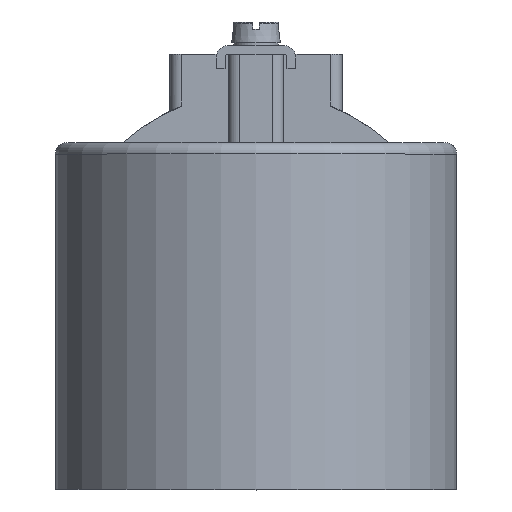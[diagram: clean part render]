
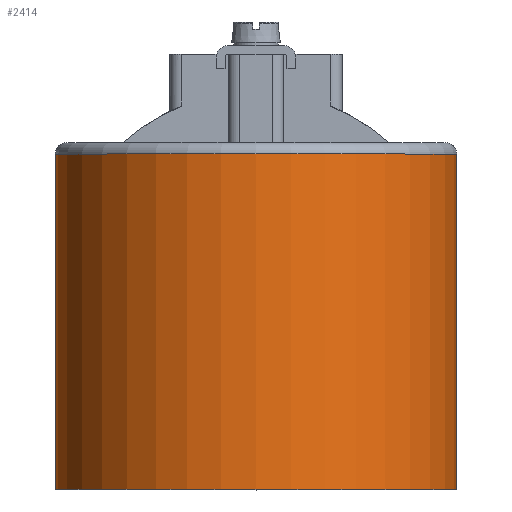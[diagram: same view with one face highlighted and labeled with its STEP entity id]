
A CAD part, top view. The second image highlights one B-rep face of the part: STEP entity #2414.
In plain terms, the highlighted cylindrical face has radius 35 mm (diameter 70 mm), a full revolution.
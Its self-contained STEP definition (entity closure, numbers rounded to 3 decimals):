
#38=B_SPLINE_CURVE_WITH_KNOTS('',3,(#3434,#3435,#3436,#3437,#3438,#3439,
#3440,#3441,#3442,#3443,#3444,#3445,#3446,#3447,#3448,#3449,#3450,#3451,
#3452,#3453,#3454,#3455),.UNSPECIFIED.,.F.,.F.,(4,1,1,1,1,1,1,1,1,1,1,1,
1,1,1,1,1,1,1,4),(0.081,0.092,0.098,
0.103,0.109,0.112,0.114,
0.117,0.12,0.122,0.125,
0.131,0.136,0.139,0.142,
0.144,0.147,0.158,0.164,
0.169),.UNSPECIFIED.);
#46=CYLINDRICAL_SURFACE('',#2551,35.);
#63=CIRCLE('',#2500,35.);
#64=CIRCLE('',#2502,35.);
#96=CIRCLE('',#2552,35.);
#97=CIRCLE('',#2553,35.);
#260=ORIENTED_EDGE('',*,*,#740,.F.);
#261=ORIENTED_EDGE('',*,*,#734,.F.);
#262=ORIENTED_EDGE('',*,*,#632,.T.);
#263=ORIENTED_EDGE('',*,*,#741,.T.);
#264=ORIENTED_EDGE('',*,*,#742,.T.);
#265=ORIENTED_EDGE('',*,*,#743,.T.);
#266=ORIENTED_EDGE('',*,*,#624,.T.);
#624=EDGE_CURVE('',#875,#874,#63,.T.);
#632=EDGE_CURVE('',#883,#882,#64,.T.);
#734=EDGE_CURVE('',#883,#874,#38,.T.);
#740=EDGE_CURVE('',#972,#972,#96,.T.);
#741=EDGE_CURVE('',#882,#903,#1110,.T.);
#742=EDGE_CURVE('',#903,#909,#97,.T.);
#743=EDGE_CURVE('',#909,#875,#1111,.T.);
#874=VERTEX_POINT('',#3156);
#875=VERTEX_POINT('',#3158);
#882=VERTEX_POINT('',#3173);
#883=VERTEX_POINT('',#3175);
#903=VERTEX_POINT('',#3224);
#909=VERTEX_POINT('',#3240);
#972=VERTEX_POINT('',#3465);
#1110=LINE('',#3466,#1288);
#1111=LINE('',#3468,#1289);
#1288=VECTOR('',#2836,1000.);
#1289=VECTOR('',#2839,1000.);
#1418=EDGE_LOOP('',(#260));
#1419=EDGE_LOOP('',(#261,#262,#263,#264,#265,#266));
#1535=FACE_BOUND('',#1418,.T.);
#1536=FACE_BOUND('',#1419,.T.);
#2414=ADVANCED_FACE('',(#1535,#1536),#46,.T.);
#2500=AXIS2_PLACEMENT_3D('',#3157,#2663,#2664);
#2502=AXIS2_PLACEMENT_3D('',#3174,#2674,#2675);
#2551=AXIS2_PLACEMENT_3D('',#3463,#2832,#2833);
#2552=AXIS2_PLACEMENT_3D('',#3464,#2834,#2835);
#2553=AXIS2_PLACEMENT_3D('',#3467,#2837,#2838);
#2663=DIRECTION('',(0.,-1.,0.));
#2664=DIRECTION('',(1.,0.,0.));
#2674=DIRECTION('',(0.,-1.,0.));
#2675=DIRECTION('',(1.,0.,0.));
#2832=DIRECTION('',(0.,-1.,0.));
#2833=DIRECTION('',(0.,0.,-1.));
#2834=DIRECTION('',(0.,-1.,0.));
#2835=DIRECTION('',(0.,0.,-1.));
#2836=DIRECTION('',(0.,1.,0.));
#2837=DIRECTION('',(0.,-1.,0.));
#2838=DIRECTION('',(0.,0.,-1.));
#2839=DIRECTION('',(0.,-1.,0.));
#3156=CARTESIAN_POINT('',(-31.044,19.95,-16.163));
#3157=CARTESIAN_POINT('',(0.,19.95,0.));
#3158=CARTESIAN_POINT('',(-35.,19.95,0.));
#3173=CARTESIAN_POINT('',(35.,19.95,0.));
#3174=CARTESIAN_POINT('',(0.,19.95,0.));
#3175=CARTESIAN_POINT('',(31.044,19.95,-16.163));
#3224=CARTESIAN_POINT('',(35.,58.5,0.));
#3240=CARTESIAN_POINT('',(-35.,58.5,0.));
#3434=CARTESIAN_POINT('',(31.044,19.95,-16.163));
#3435=CARTESIAN_POINT('',(29.816,17.417,-18.522));
#3436=CARTESIAN_POINT('',(27.525,13.846,-21.949));
#3437=CARTESIAN_POINT('',(23.423,9.531,-26.139));
#3438=CARTESIAN_POINT('',(19.737,6.569,-29.034));
#3439=CARTESIAN_POINT('',(16.25,4.485,-31.079));
#3440=CARTESIAN_POINT('',(13.131,3.061,-32.478));
#3441=CARTESIAN_POINT('',(10.692,2.164,-33.361));
#3442=CARTESIAN_POINT('',(8.153,1.442,-34.072));
#3443=CARTESIAN_POINT('',(5.486,0.902,-34.604));
#3444=CARTESIAN_POINT('',(2.766,0.575,-34.926));
#3445=CARTESIAN_POINT('',(-0.858,0.426,-35.073));
#3446=CARTESIAN_POINT('',(-5.482,0.792,-34.712));
#3447=CARTESIAN_POINT('',(-9.812,1.843,-33.677));
#3448=CARTESIAN_POINT('',(-13.106,3.051,-32.488));
#3449=CARTESIAN_POINT('',(-15.42,4.104,-31.453));
#3450=CARTESIAN_POINT('',(-17.605,5.295,-30.284));
#3451=CARTESIAN_POINT('',(-21.728,7.946,-27.685));
#3452=CARTESIAN_POINT('',(-25.61,11.562,-24.156));
#3453=CARTESIAN_POINT('',(-29.071,16.258,-19.638));
#3454=CARTESIAN_POINT('',(-30.437,18.698,-17.329));
#3455=CARTESIAN_POINT('',(-31.044,19.95,-16.163));
#3463=CARTESIAN_POINT('',(0.,0.,0.));
#3464=CARTESIAN_POINT('',(0.,0.,0.));
#3465=CARTESIAN_POINT('',(0.,0.,-35.));
#3466=CARTESIAN_POINT('',(35.,19.95,0.));
#3467=CARTESIAN_POINT('',(0.,58.5,0.));
#3468=CARTESIAN_POINT('',(-35.,58.5,0.));
